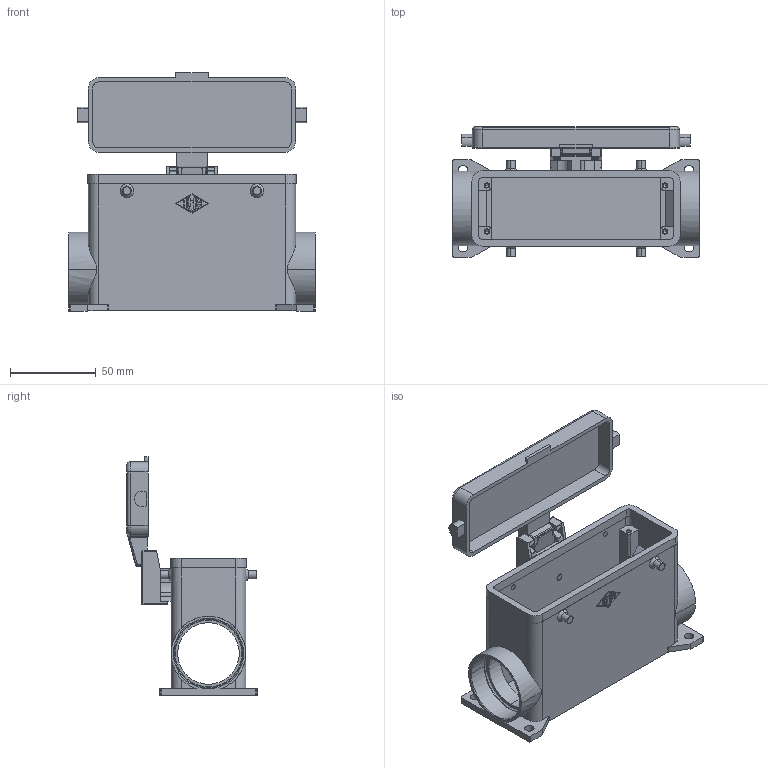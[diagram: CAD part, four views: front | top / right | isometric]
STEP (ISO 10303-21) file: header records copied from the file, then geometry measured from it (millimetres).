
FILE_DESCRIPTION((''),'2;1');
FILE_NAME('MAP 24 CS240.stp','2006-12-22T11:24:13',('CADmaster'),(''),'Autodesk Inventor 7','Autodesk Inventor 7','');
FILE_SCHEMA(('AUTOMOTIVE_DESIGN { 1 0 10303 214 1 1 1 1 }'));
Length unit declared in the file: millimetre
Products named in the file (1): MAP 24 CS240
Bounding box: 144 x 76.25 x 139.5 mm (x, y, z)
Volume: 147246.1 mm3; surface area: 89364.2 mm2
Topology: 2 solids, 3 shells, 494 faces, 1307 edges, 840 vertices
Faces by surface type: cylinder 187, plane 181, bspline 98, torus 16, cone 10, sphere 2
Entity records: 16793 total; most frequent: CARTESIAN_POINT 4450, ORIENTED_EDGE 2606, DIRECTION 2585, EDGE_CURVE 1303, AXIS2_PLACEMENT_3D 917, VERTEX_POINT 840, VECTOR 751, LINE 751
